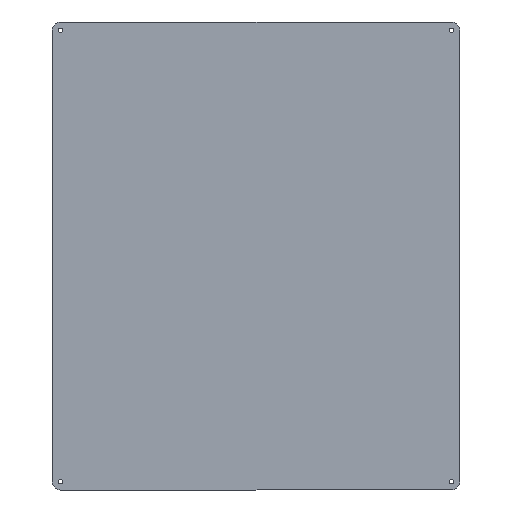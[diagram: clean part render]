
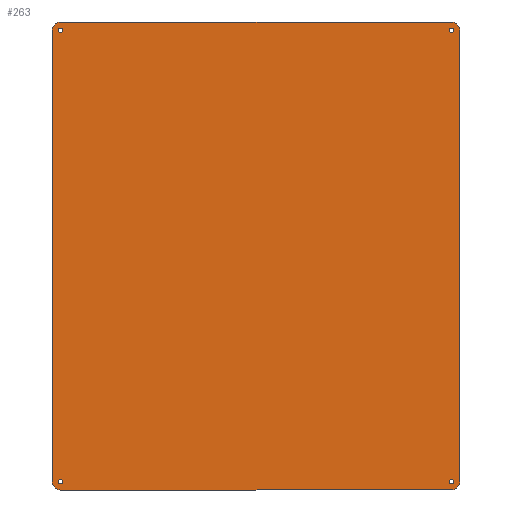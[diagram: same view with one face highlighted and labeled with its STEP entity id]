
A CAD part, left-side view. The second image highlights one B-rep face of the part: STEP entity #263.
In plain terms, the highlighted planar face has unit normal (-1, 0, 0).
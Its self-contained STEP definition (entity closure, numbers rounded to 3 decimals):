
#15=FACE_BOUND('',#46,.T.);
#16=FACE_BOUND('',#47,.T.);
#17=FACE_BOUND('',#48,.T.);
#18=FACE_BOUND('',#49,.T.);
#24=PLANE('',#293);
#31=FACE_OUTER_BOUND('',#45,.T.);
#45=EDGE_LOOP('',(#189,#190,#191,#192,#193,#194,#195,#196));
#46=EDGE_LOOP('',(#197));
#47=EDGE_LOOP('',(#198));
#48=EDGE_LOOP('',(#199));
#49=EDGE_LOOP('',(#200));
#67=LINE('',#413,#87);
#70=LINE('',#419,#90);
#71=LINE('',#423,#91);
#72=LINE('',#427,#92);
#87=VECTOR('',#331,10.);
#90=VECTOR('',#336,10.);
#91=VECTOR('',#339,10.);
#92=VECTOR('',#342,10.);
#105=CIRCLE('',#290,12.);
#107=CIRCLE('',#294,12.);
#108=CIRCLE('',#295,12.);
#109=CIRCLE('',#296,12.);
#110=CIRCLE('',#297,3.3);
#111=CIRCLE('',#298,3.3);
#112=CIRCLE('',#299,3.3);
#113=CIRCLE('',#300,3.3);
#121=VERTEX_POINT('',#403);
#122=VERTEX_POINT('',#404);
#125=VERTEX_POINT('',#412);
#127=VERTEX_POINT('',#418);
#128=VERTEX_POINT('',#420);
#129=VERTEX_POINT('',#422);
#130=VERTEX_POINT('',#424);
#131=VERTEX_POINT('',#426);
#132=VERTEX_POINT('',#429);
#133=VERTEX_POINT('',#431);
#134=VERTEX_POINT('',#433);
#135=VERTEX_POINT('',#435);
#145=EDGE_CURVE('',#121,#122,#105,.T.);
#149=EDGE_CURVE('',#125,#122,#67,.F.);
#152=EDGE_CURVE('',#121,#127,#70,.F.);
#153=EDGE_CURVE('',#128,#127,#107,.T.);
#154=EDGE_CURVE('',#128,#129,#71,.F.);
#155=EDGE_CURVE('',#130,#129,#108,.T.);
#156=EDGE_CURVE('',#130,#131,#72,.F.);
#157=EDGE_CURVE('',#125,#131,#109,.T.);
#158=EDGE_CURVE('',#132,#132,#110,.T.);
#159=EDGE_CURVE('',#133,#133,#111,.T.);
#160=EDGE_CURVE('',#134,#134,#112,.T.);
#161=EDGE_CURVE('',#135,#135,#113,.T.);
#189=ORIENTED_EDGE('',*,*,#145,.F.);
#190=ORIENTED_EDGE('',*,*,#152,.T.);
#191=ORIENTED_EDGE('',*,*,#153,.F.);
#192=ORIENTED_EDGE('',*,*,#154,.T.);
#193=ORIENTED_EDGE('',*,*,#155,.F.);
#194=ORIENTED_EDGE('',*,*,#156,.T.);
#195=ORIENTED_EDGE('',*,*,#157,.F.);
#196=ORIENTED_EDGE('',*,*,#149,.T.);
#197=ORIENTED_EDGE('',*,*,#158,.T.);
#198=ORIENTED_EDGE('',*,*,#159,.T.);
#199=ORIENTED_EDGE('',*,*,#160,.T.);
#200=ORIENTED_EDGE('',*,*,#161,.T.);
#263=ADVANCED_FACE('',(#31,#15,#16,#17,#18),#24,.T.);
#290=AXIS2_PLACEMENT_3D('',#405,#323,#324);
#293=AXIS2_PLACEMENT_3D('',#417,#334,#335);
#294=AXIS2_PLACEMENT_3D('',#421,#337,#338);
#295=AXIS2_PLACEMENT_3D('',#425,#340,#341);
#296=AXIS2_PLACEMENT_3D('',#428,#343,#344);
#297=AXIS2_PLACEMENT_3D('',#430,#345,#346);
#298=AXIS2_PLACEMENT_3D('',#432,#347,#348);
#299=AXIS2_PLACEMENT_3D('',#434,#349,#350);
#300=AXIS2_PLACEMENT_3D('',#436,#351,#352);
#323=DIRECTION('center_axis',(1.,0.,0.));
#324=DIRECTION('ref_axis',(0.,0.707,-0.707));
#331=DIRECTION('',(0.,0.,1.));
#334=DIRECTION('center_axis',(-1.,0.,0.));
#335=DIRECTION('ref_axis',(0.,0.,1.));
#336=DIRECTION('',(0.,1.,0.));
#337=DIRECTION('center_axis',(1.,0.,0.));
#338=DIRECTION('ref_axis',(0.,-0.707,-0.707));
#339=DIRECTION('',(0.,0.,-1.));
#340=DIRECTION('center_axis',(1.,0.,0.));
#341=DIRECTION('ref_axis',(0.,-0.707,0.707));
#342=DIRECTION('',(0.,-1.,0.));
#343=DIRECTION('center_axis',(1.,0.,0.));
#344=DIRECTION('ref_axis',(0.,0.707,0.707));
#345=DIRECTION('center_axis',(1.,0.,0.));
#346=DIRECTION('ref_axis',(0.,-1.,0.));
#347=DIRECTION('center_axis',(1.,0.,0.));
#348=DIRECTION('ref_axis',(0.,-1.,0.));
#349=DIRECTION('center_axis',(1.,0.,0.));
#350=DIRECTION('ref_axis',(0.,-1.,0.));
#351=DIRECTION('center_axis',(1.,0.,0.));
#352=DIRECTION('ref_axis',(0.,-1.,0.));
#403=CARTESIAN_POINT('',(-1.,278.,0.));
#404=CARTESIAN_POINT('',(-1.,290.,12.));
#405=CARTESIAN_POINT('Origin',(-1.,278.,12.));
#412=CARTESIAN_POINT('',(-1.,290.,653.5));
#413=CARTESIAN_POINT('',(-1.,290.,506.75));
#417=CARTESIAN_POINT('Origin',(-1.,-4.,349.25));
#418=CARTESIAN_POINT('',(-1.,-278.,0.));
#419=CARTESIAN_POINT('',(-1.,140.5,0.));
#420=CARTESIAN_POINT('',(-1.,-290.,12.));
#421=CARTESIAN_POINT('Origin',(-1.,-278.,12.));
#422=CARTESIAN_POINT('',(-1.,-290.,653.5));
#423=CARTESIAN_POINT('',(-1.,-290.,191.75));
#424=CARTESIAN_POINT('',(-1.,-278.,665.5));
#425=CARTESIAN_POINT('Origin',(-1.,-278.,653.5));
#426=CARTESIAN_POINT('',(-1.,278.,665.5));
#427=CARTESIAN_POINT('',(-1.,-148.5,665.5));
#428=CARTESIAN_POINT('Origin',(-1.,278.,653.5));
#429=CARTESIAN_POINT('',(-1.,281.298,653.5));
#430=CARTESIAN_POINT('Origin',(-1.,277.998,653.5));
#431=CARTESIAN_POINT('',(-1.,281.298,12.));
#432=CARTESIAN_POINT('Origin',(-1.,277.998,12.));
#433=CARTESIAN_POINT('',(-1.,-274.7,653.5));
#434=CARTESIAN_POINT('Origin',(-1.,-278.,653.5));
#435=CARTESIAN_POINT('',(-1.,-274.7,12.));
#436=CARTESIAN_POINT('Origin',(-1.,-278.,12.));
